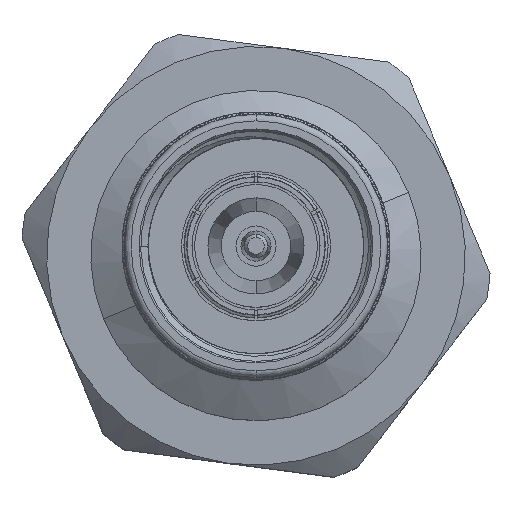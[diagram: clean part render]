
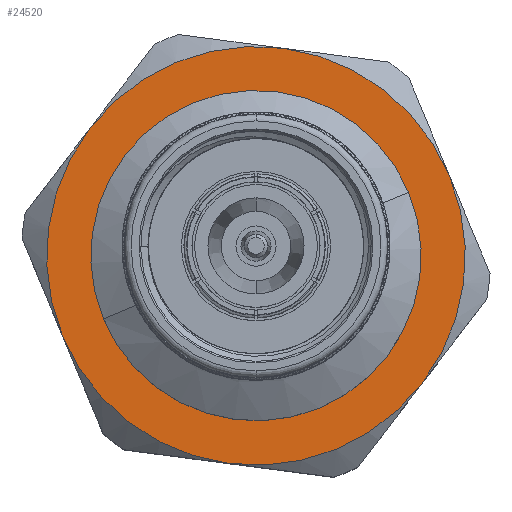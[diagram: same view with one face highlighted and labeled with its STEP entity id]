
A CAD part, top view. The second image highlights one B-rep face of the part: STEP entity #24520.
In plain terms, the highlighted face is planar.
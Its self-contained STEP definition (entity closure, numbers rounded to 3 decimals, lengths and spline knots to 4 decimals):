
#252 = DIRECTION ( 'NONE',  ( 0., 0., -1. ) ) ;
#10937 = AXIS2_PLACEMENT_3D ( 'NONE', #115829, #62558, #110294 ) ;
#11964 = CARTESIAN_POINT ( 'NONE',  ( 0.65, 0., 0. ) ) ;
#13403 = DIRECTION ( 'NONE',  ( 0., 0., -1. ) ) ;
#15968 = DIRECTION ( 'NONE',  ( 1., 0., 0. ) ) ;
#17280 = CARTESIAN_POINT ( 'NONE',  ( 0.65, -0.5413, -0.3125 ) ) ;
#18475 = VERTEX_POINT ( 'NONE', #17280 ) ;
#24520 = ADVANCED_FACE ( 'NONE', ( #117818, #43521 ), #96380, .F. ) ;
#25997 = CARTESIAN_POINT ( 'NONE',  ( 0.65, 0., 0. ) ) ;
#26948 = AXIS2_PLACEMENT_3D ( 'NONE', #116357, #63889, #252 ) ;
#27167 = EDGE_CURVE ( 'NONE', #99979, #74190, #84598, .T. ) ;
#28253 = EDGE_CURVE ( 'NONE', #73808, #18475, #55903, .T. ) ;
#31977 = CARTESIAN_POINT ( 'NONE',  ( 0.65, 0., 0.4698 ) ) ;
#32445 = CARTESIAN_POINT ( 'NONE',  ( 0.65, 0.7006, 0. ) ) ;
#34665 = DIRECTION ( 'NONE',  ( 0., 0., -1. ) ) ;
#36651 = CIRCLE ( 'NONE', #10937, 0.4698 ) ;
#38481 = DIRECTION ( 'NONE',  ( 1., 0., 0. ) ) ;
#40220 = EDGE_CURVE ( 'NONE', #93999, #73808, #43302, .T. ) ;
#40364 = AXIS2_PLACEMENT_3D ( 'NONE', #25997, #15968, #80037 ) ;
#41621 = DIRECTION ( 'NONE',  ( -1., 0., 0. ) ) ;
#43302 = CIRCLE ( 'NONE', #26948, 0.625 ) ;
#43521 = FACE_BOUND ( 'NONE', #109449, .T. ) ;
#43924 = ORIENTED_EDGE ( 'NONE', *, *, #40220, .T. ) ;
#47988 = EDGE_CURVE ( 'NONE', #50628, #91763, #36651, .T. ) ;
#50628 = VERTEX_POINT ( 'NONE', #31977 ) ;
#54454 = EDGE_LOOP ( 'NONE', ( #75497, #43924, #87342, #118243, #102927, #71886 ) ) ;
#55903 = CIRCLE ( 'NONE', #40364, 0.625 ) ;
#57781 = CARTESIAN_POINT ( 'NONE',  ( 0.65, 0., -0.4698 ) ) ;
#58995 = CIRCLE ( 'NONE', #91912, 0.625 ) ;
#59205 = CIRCLE ( 'NONE', #86306, 0.625 ) ;
#62558 = DIRECTION ( 'NONE',  ( 1., 0., 0. ) ) ;
#62567 = CARTESIAN_POINT ( 'NONE',  ( 0.65, 0., 0.625 ) ) ;
#63889 = DIRECTION ( 'NONE',  ( 1., 0., 0. ) ) ;
#67169 = DIRECTION ( 'NONE',  ( 0., 0., -1. ) ) ;
#69966 = AXIS2_PLACEMENT_3D ( 'NONE', #77065, #112293, #75892 ) ;
#71452 = AXIS2_PLACEMENT_3D ( 'NONE', #89091, #115812, #34665 ) ;
#71886 = ORIENTED_EDGE ( 'NONE', *, *, #112946, .T. ) ;
#73808 = VERTEX_POINT ( 'NONE', #112666 ) ;
#74190 = VERTEX_POINT ( 'NONE', #77294 ) ;
#75107 = CIRCLE ( 'NONE', #69966, 0.4698 ) ;
#75497 = ORIENTED_EDGE ( 'NONE', *, *, #111271, .T. ) ;
#75892 = DIRECTION ( 'NONE',  ( 0., 0., -1. ) ) ;
#76653 = DIRECTION ( 'NONE',  ( 1., 0., 0. ) ) ;
#77065 = CARTESIAN_POINT ( 'NONE',  ( 0.65, 0., 0. ) ) ;
#77294 = CARTESIAN_POINT ( 'NONE',  ( 0.65, 0.5413, -0.3125 ) ) ;
#78050 = EDGE_CURVE ( 'NONE', #91763, #50628, #75107, .T. ) ;
#79560 = VERTEX_POINT ( 'NONE', #96498 ) ;
#80037 = DIRECTION ( 'NONE',  ( 0., 0., -1. ) ) ;
#82812 = AXIS2_PLACEMENT_3D ( 'NONE', #32445, #41621, #95994 ) ;
#84598 = CIRCLE ( 'NONE', #111468, 0.625 ) ;
#86306 = AXIS2_PLACEMENT_3D ( 'NONE', #11964, #38481, #67169 ) ;
#87342 = ORIENTED_EDGE ( 'NONE', *, *, #28253, .T. ) ;
#89091 = CARTESIAN_POINT ( 'NONE',  ( 0.65, 0., 0. ) ) ;
#89390 = CIRCLE ( 'NONE', #71452, 0.625 ) ;
#91763 = VERTEX_POINT ( 'NONE', #57781 ) ;
#91912 = AXIS2_PLACEMENT_3D ( 'NONE', #95427, #76653, #13403 ) ;
#93811 = ORIENTED_EDGE ( 'NONE', *, *, #78050, .F. ) ;
#93998 = ORIENTED_EDGE ( 'NONE', *, *, #47988, .F. ) ;
#93999 = VERTEX_POINT ( 'NONE', #62567 ) ;
#95427 = CARTESIAN_POINT ( 'NONE',  ( 0.65, 0., 0. ) ) ;
#95994 = DIRECTION ( 'NONE',  ( 0., 0., 1. ) ) ;
#96380 = PLANE ( 'NONE',  #82812 ) ;
#96498 = CARTESIAN_POINT ( 'NONE',  ( 0.65, 0.5413, 0.3125 ) ) ;
#99938 = EDGE_CURVE ( 'NONE', #18475, #99979, #89390, .T. ) ;
#99979 = VERTEX_POINT ( 'NONE', #107010 ) ;
#102927 = ORIENTED_EDGE ( 'NONE', *, *, #27167, .T. ) ;
#106816 = DIRECTION ( 'NONE',  ( 0., 0., -1. ) ) ;
#107010 = CARTESIAN_POINT ( 'NONE',  ( 0.65, 0., -0.625 ) ) ;
#109449 = EDGE_LOOP ( 'NONE', ( #93998, #93811 ) ) ;
#110294 = DIRECTION ( 'NONE',  ( 0., 0., -1. ) ) ;
#111271 = EDGE_CURVE ( 'NONE', #79560, #93999, #59205, .T. ) ;
#111468 = AXIS2_PLACEMENT_3D ( 'NONE', #116415, #117181, #106816 ) ;
#112293 = DIRECTION ( 'NONE',  ( 1., 0., 0. ) ) ;
#112666 = CARTESIAN_POINT ( 'NONE',  ( 0.65, -0.5413, 0.3125 ) ) ;
#112946 = EDGE_CURVE ( 'NONE', #74190, #79560, #58995, .T. ) ;
#115812 = DIRECTION ( 'NONE',  ( 1., 0., 0. ) ) ;
#115829 = CARTESIAN_POINT ( 'NONE',  ( 0.65, 0., 0. ) ) ;
#116357 = CARTESIAN_POINT ( 'NONE',  ( 0.65, 0., 0. ) ) ;
#116415 = CARTESIAN_POINT ( 'NONE',  ( 0.65, 0., 0. ) ) ;
#117181 = DIRECTION ( 'NONE',  ( 1., 0., 0. ) ) ;
#117818 = FACE_OUTER_BOUND ( 'NONE', #54454, .T. ) ;
#118243 = ORIENTED_EDGE ( 'NONE', *, *, #99938, .T. ) ;
